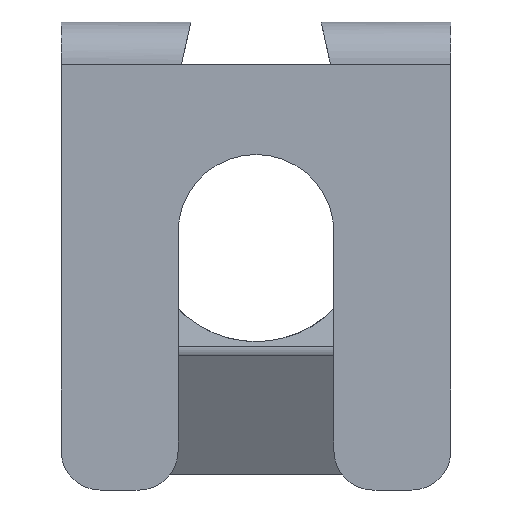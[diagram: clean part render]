
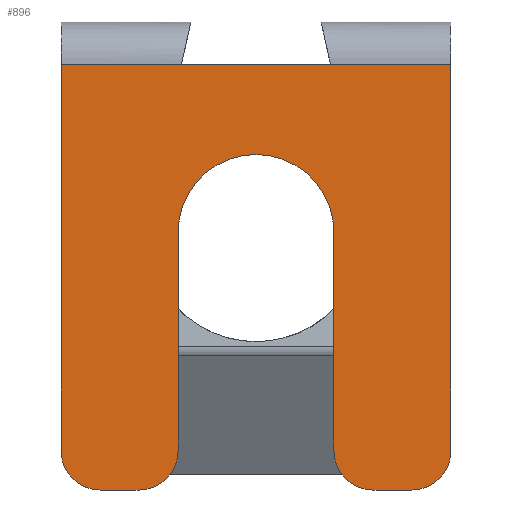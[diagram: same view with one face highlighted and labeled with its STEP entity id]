
A CAD part, front view. The second image highlights one B-rep face of the part: STEP entity #896.
In plain terms, the highlighted planar face has unit normal (0, -1, 0).
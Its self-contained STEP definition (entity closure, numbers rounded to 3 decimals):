
#5 = LINE ( 'NONE', #63, #236 ) ;
#6 = EDGE_CURVE ( 'NONE', #887, #779, #938, .T. ) ;
#12 = VECTOR ( 'NONE', #798, 1000. ) ;
#17 = DIRECTION ( 'NONE',  ( -1., 0., 0. ) ) ;
#22 = ORIENTED_EDGE ( 'NONE', *, *, #692, .F. ) ;
#32 = CARTESIAN_POINT ( 'NONE',  ( -12.5, 0., 0. ) ) ;
#35 = ORIENTED_EDGE ( 'NONE', *, *, #421, .T. ) ;
#38 = ORIENTED_EDGE ( 'NONE', *, *, #40, .T. ) ;
#40 = EDGE_CURVE ( 'NONE', #844, #297, #150, .T. ) ;
#42 = LINE ( 'NONE', #639, #12 ) ;
#44 = DIRECTION ( 'NONE',  ( 0., -1., 0. ) ) ;
#51 = ORIENTED_EDGE ( 'NONE', *, *, #962, .T. ) ;
#60 = CARTESIAN_POINT ( 'NONE',  ( 12.5, 0., 27.268 ) ) ;
#63 = CARTESIAN_POINT ( 'NONE',  ( -5., 0., 0. ) ) ;
#69 = DIRECTION ( 'NONE',  ( -1., 0., 0. ) ) ;
#71 = LINE ( 'NONE', #246, #440 ) ;
#78 = CARTESIAN_POINT ( 'NONE',  ( -5., 0., 16.518 ) ) ;
#95 = CIRCLE ( 'NONE', #913, 5. ) ;
#109 = VECTOR ( 'NONE', #163, 1000. ) ;
#113 = ORIENTED_EDGE ( 'NONE', *, *, #965, .T. ) ;
#116 = CARTESIAN_POINT ( 'NONE',  ( -12.5, 0., 27.268 ) ) ;
#145 = DIRECTION ( 'NONE',  ( 0., 1., 0. ) ) ;
#150 = CIRCLE ( 'NONE', #982, 2.5 ) ;
#154 = CARTESIAN_POINT ( 'NONE',  ( 0., 0., 16.518 ) ) ;
#158 = ORIENTED_EDGE ( 'NONE', *, *, #579, .T. ) ;
#162 = DIRECTION ( 'NONE',  ( -1., 0., 0. ) ) ;
#163 = DIRECTION ( 'NONE',  ( 0., 0., -1. ) ) ;
#180 = VERTEX_POINT ( 'NONE', #655 ) ;
#200 = AXIS2_PLACEMENT_3D ( 'NONE', #968, #567, #822 ) ;
#205 = CARTESIAN_POINT ( 'NONE',  ( -12.5, 0., 2.5 ) ) ;
#208 = EDGE_CURVE ( 'NONE', #373, #459, #880, .T. ) ;
#236 = VECTOR ( 'NONE', #882, 1000. ) ;
#246 = CARTESIAN_POINT ( 'NONE',  ( 12.5, 0., 27.268 ) ) ;
#271 = LINE ( 'NONE', #32, #471 ) ;
#274 = LINE ( 'NONE', #437, #409 ) ;
#287 = CIRCLE ( 'NONE', #1018, 2.5 ) ;
#294 = CARTESIAN_POINT ( 'NONE',  ( -10., 0., 0. ) ) ;
#297 = VERTEX_POINT ( 'NONE', #524 ) ;
#298 = CARTESIAN_POINT ( 'NONE',  ( 10., 0., 0. ) ) ;
#327 = DIRECTION ( 'NONE',  ( -1., 0., 0. ) ) ;
#330 = DIRECTION ( 'NONE',  ( 0., 0., 1. ) ) ;
#358 = EDGE_CURVE ( 'NONE', #779, #855, #271, .T. ) ;
#372 = EDGE_CURVE ( 'NONE', #180, #297, #42, .T. ) ;
#373 = VERTEX_POINT ( 'NONE', #530 ) ;
#382 = FACE_OUTER_BOUND ( 'NONE', #958, .T. ) ;
#383 = DIRECTION ( 'NONE',  ( 0., 0., 1. ) ) ;
#393 = CARTESIAN_POINT ( 'NONE',  ( 7.5, 0., 0. ) ) ;
#397 = DIRECTION ( 'NONE',  ( 0., 1., 0. ) ) ;
#399 = VERTEX_POINT ( 'NONE', #294 ) ;
#409 = VECTOR ( 'NONE', #17, 1000. ) ;
#421 = EDGE_CURVE ( 'NONE', #673, #714, #287, .T. ) ;
#437 = CARTESIAN_POINT ( 'NONE',  ( 12.5, 0., 0. ) ) ;
#440 = VECTOR ( 'NONE', #897, 1000. ) ;
#447 = CARTESIAN_POINT ( 'NONE',  ( 4.787, 0., 27.268 ) ) ;
#459 = VERTEX_POINT ( 'NONE', #393 ) ;
#471 = VECTOR ( 'NONE', #771, 1000. ) ;
#487 = CARTESIAN_POINT ( 'NONE',  ( 4.787, 0., 27.268 ) ) ;
#490 = LINE ( 'NONE', #487, #540 ) ;
#524 = CARTESIAN_POINT ( 'NONE',  ( 12.5, 0., 2.5 ) ) ;
#529 = CARTESIAN_POINT ( 'NONE',  ( -4.787, 0., 27.268 ) ) ;
#530 = CARTESIAN_POINT ( 'NONE',  ( 5., 0., 2.5 ) ) ;
#540 = VECTOR ( 'NONE', #162, 1000. ) ;
#567 = DIRECTION ( 'NONE',  ( 0., -1., 0. ) ) ;
#570 = CARTESIAN_POINT ( 'NONE',  ( 5., 0., 0. ) ) ;
#577 = VECTOR ( 'NONE', #69, 1000. ) ;
#579 = EDGE_CURVE ( 'NONE', #909, #373, #883, .T. ) ;
#593 = CIRCLE ( 'NONE', #738, 2.5 ) ;
#616 = CARTESIAN_POINT ( 'NONE',  ( -7.5, 0., 2.5 ) ) ;
#618 = DIRECTION ( 'NONE',  ( 0., 0., 1. ) ) ;
#624 = DIRECTION ( 'NONE',  ( 0., 0., 1. ) ) ;
#639 = CARTESIAN_POINT ( 'NONE',  ( 12.5, 0., 0. ) ) ;
#655 = CARTESIAN_POINT ( 'NONE',  ( 12.5, 0., 27.268 ) ) ;
#657 = CARTESIAN_POINT ( 'NONE',  ( 5., 0., 16.518 ) ) ;
#673 = VERTEX_POINT ( 'NONE', #755 ) ;
#692 = EDGE_CURVE ( 'NONE', #673, #399, #274, .T. ) ;
#696 = ORIENTED_EDGE ( 'NONE', *, *, #1004, .T. ) ;
#712 = PLANE ( 'NONE',  #948 ) ;
#714 = VERTEX_POINT ( 'NONE', #770 ) ;
#718 = ORIENTED_EDGE ( 'NONE', *, *, #847, .T. ) ;
#730 = ORIENTED_EDGE ( 'NONE', *, *, #372, .F. ) ;
#738 = AXIS2_PLACEMENT_3D ( 'NONE', #781, #929, #624 ) ;
#750 = VECTOR ( 'NONE', #327, 1000. ) ;
#755 = CARTESIAN_POINT ( 'NONE',  ( -7.5, 0., 0. ) ) ;
#770 = CARTESIAN_POINT ( 'NONE',  ( -5., 0., 2.5 ) ) ;
#771 = DIRECTION ( 'NONE',  ( 0., 0., -1. ) ) ;
#773 = VERTEX_POINT ( 'NONE', #447 ) ;
#779 = VERTEX_POINT ( 'NONE', #116 ) ;
#781 = CARTESIAN_POINT ( 'NONE',  ( -10., 0., 2.5 ) ) ;
#794 = ORIENTED_EDGE ( 'NONE', *, *, #358, .T. ) ;
#798 = DIRECTION ( 'NONE',  ( 0., 0., -1. ) ) ;
#799 = ORIENTED_EDGE ( 'NONE', *, *, #935, .T. ) ;
#806 = DIRECTION ( 'NONE',  ( 0., 0., 1. ) ) ;
#822 = DIRECTION ( 'NONE',  ( 0., 0., 1. ) ) ;
#844 = VERTEX_POINT ( 'NONE', #298 ) ;
#847 = EDGE_CURVE ( 'NONE', #855, #399, #593, .T. ) ;
#855 = VERTEX_POINT ( 'NONE', #205 ) ;
#861 = CARTESIAN_POINT ( 'NONE',  ( 10., 0., 2.5 ) ) ;
#871 = ORIENTED_EDGE ( 'NONE', *, *, #208, .T. ) ;
#880 = CIRCLE ( 'NONE', #200, 2.5 ) ;
#882 = DIRECTION ( 'NONE',  ( 0., 0., 1. ) ) ;
#883 = LINE ( 'NONE', #570, #109 ) ;
#887 = VERTEX_POINT ( 'NONE', #529 ) ;
#896 = ADVANCED_FACE ( 'NONE', ( #382 ), #712, .F. ) ;
#897 = DIRECTION ( 'NONE',  ( -1., 0., 0. ) ) ;
#909 = VERTEX_POINT ( 'NONE', #657 ) ;
#913 = AXIS2_PLACEMENT_3D ( 'NONE', #154, #397, #806 ) ;
#928 = EDGE_CURVE ( 'NONE', #844, #459, #1043, .T. ) ;
#929 = DIRECTION ( 'NONE',  ( 0., -1., 0. ) ) ;
#933 = VERTEX_POINT ( 'NONE', #78 ) ;
#935 = EDGE_CURVE ( 'NONE', #933, #909, #95, .T. ) ;
#938 = LINE ( 'NONE', #60, #577 ) ;
#948 = AXIS2_PLACEMENT_3D ( 'NONE', #1025, #145, #330 ) ;
#958 = EDGE_LOOP ( 'NONE', ( #992, #38, #730, #51, #696, #1035, #794, #718, #22, #35, #113, #799, #158, #871 ) ) ;
#962 = EDGE_CURVE ( 'NONE', #180, #773, #71, .T. ) ;
#965 = EDGE_CURVE ( 'NONE', #714, #933, #5, .T. ) ;
#968 = CARTESIAN_POINT ( 'NONE',  ( 7.5, 0., 2.5 ) ) ;
#976 = CARTESIAN_POINT ( 'NONE',  ( 12.5, 0., 0. ) ) ;
#982 = AXIS2_PLACEMENT_3D ( 'NONE', #861, #44, #618 ) ;
#992 = ORIENTED_EDGE ( 'NONE', *, *, #928, .F. ) ;
#1004 = EDGE_CURVE ( 'NONE', #773, #887, #490, .T. ) ;
#1018 = AXIS2_PLACEMENT_3D ( 'NONE', #616, #1026, #383 ) ;
#1025 = CARTESIAN_POINT ( 'NONE',  ( 12.5, 0., 0. ) ) ;
#1026 = DIRECTION ( 'NONE',  ( 0., -1., 0. ) ) ;
#1035 = ORIENTED_EDGE ( 'NONE', *, *, #6, .T. ) ;
#1043 = LINE ( 'NONE', #976, #750 ) ;
